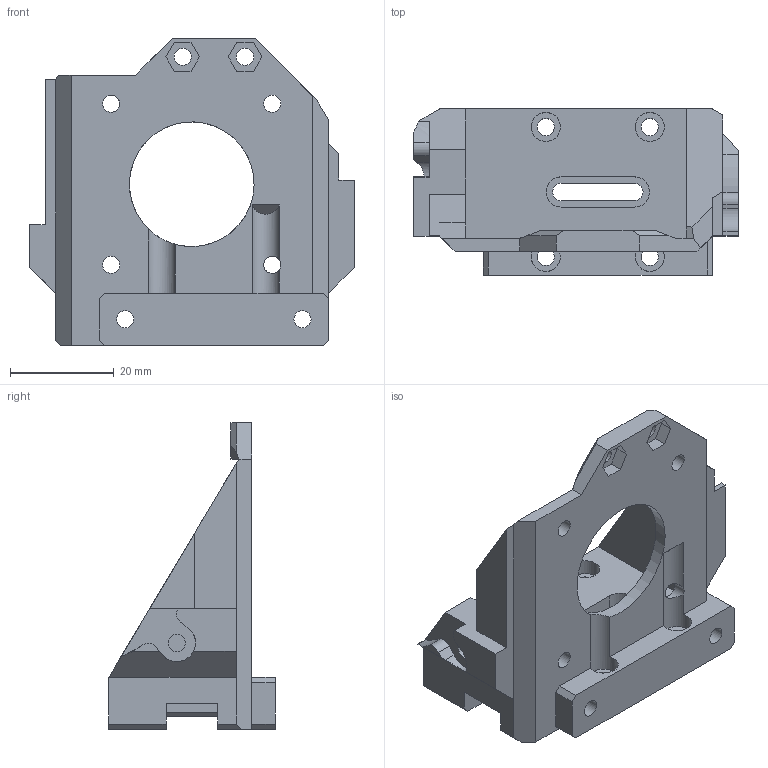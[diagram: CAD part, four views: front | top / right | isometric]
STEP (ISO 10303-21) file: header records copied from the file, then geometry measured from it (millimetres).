
FILE_DESCRIPTION(/* description */ ('','CAx-IF Rec.Pracs.---Representation and Presentation of Product Manufacturing Information (PMI)---3.8---2014-02-18'),/* implementation_level */ '2;1');
FILE_NAME(/* name */ 'top_bmg_mgn15_2x5015_Mod.stp',/* time_stamp */ '2021-03-12T20:19:46+01:00',/* author */ ('Thomas'),/* organization */ (''),/* preprocessor_version */ 'ST-DEVELOPER v16.5',/* originating_system */ 'Autodesk Inventor 2017',/* authorisation */ '');
FILE_SCHEMA (('AP242_MANAGED_MODEL_BASED_3D_ENGINEERING_MIM_LF { 1 0 10303 442 1 1 4 }'));
Length unit declared in the file: millimetre
Products named in the file (1): New_Mod
Bounding box: 62.5 x 32 x 59 mm (x, y, z)
Volume: 23960.3 mm3; surface area: 13591.1 mm2
Topology: 1 solids, 1 shells, 159 faces, 449 edges, 298 vertices
Faces by surface type: plane 128, cylinder 31
Full cylindrical faces by diameter (mm): 3.3 x15, 5.6 x4, 24 x1
Entity records: 5042 total; most frequent: CARTESIAN_POINT 915, ORIENTED_EDGE 836, DIRECTION 801, EDGE_CURVE 418, LINE 351, VECTOR 351, VERTEX_POINT 287, AXIS2_PLACEMENT_3D 225
